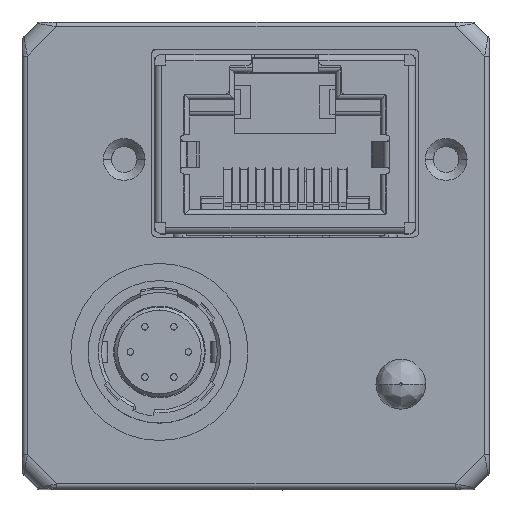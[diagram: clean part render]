
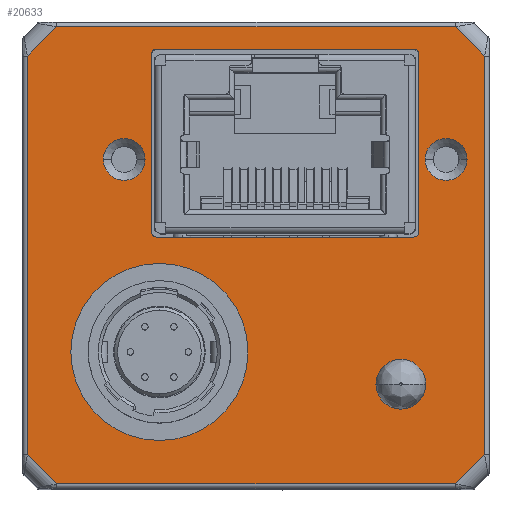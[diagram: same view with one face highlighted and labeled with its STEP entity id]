
A CAD part, top view. The second image highlights one B-rep face of the part: STEP entity #20633.
In plain terms, the highlighted planar face has unit normal (0, 0, 1).
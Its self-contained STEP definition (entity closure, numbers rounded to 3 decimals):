
#230=DIRECTION('',(-1.,0.,0.));
#231=VECTOR('',#230,15.997);
#232=CARTESIAN_POINT('',(9.809,1.141,36.5));
#233=LINE('',#232,#231);
#398=DIRECTION('',(-0.707,-0.707,0.));
#399=VECTOR('',#398,2.566);
#400=CARTESIAN_POINT('',(14.2,-12.386,36.5));
#401=LINE('',#400,#399);
#402=DIRECTION('',(-0.707,0.707,0.));
#403=VECTOR('',#402,2.566);
#404=CARTESIAN_POINT('',(-12.386,-14.2,36.5));
#405=LINE('',#404,#403);
#406=DIRECTION('',(0.707,0.707,0.));
#407=VECTOR('',#406,2.566);
#408=CARTESIAN_POINT('',(-14.2,12.386,36.5));
#409=LINE('',#408,#407);
#410=DIRECTION('',(0.707,-0.707,0.));
#411=VECTOR('',#410,2.566);
#412=CARTESIAN_POINT('',(12.386,14.2,36.5));
#413=LINE('',#412,#411);
#414=CARTESIAN_POINT('',(-6.,-6.,36.5));
#415=DIRECTION('',(0.,0.,1.));
#416=DIRECTION('',(1.,0.,0.));
#417=AXIS2_PLACEMENT_3D('',#414,#415,#416);
#419=CARTESIAN_POINT('',(-6.,-6.,36.5));
#420=DIRECTION('',(0.,0.,1.));
#421=DIRECTION('',(-1.,0.,0.));
#422=AXIS2_PLACEMENT_3D('',#419,#420,#421);
#424=CARTESIAN_POINT('',(-8.19,5.965,36.5));
#425=DIRECTION('',(0.,0.,1.));
#426=DIRECTION('',(-1.,0.,0.));
#427=AXIS2_PLACEMENT_3D('',#424,#425,#426);
#429=CARTESIAN_POINT('',(-8.19,5.965,36.5));
#430=DIRECTION('',(0.,0.,1.));
#431=DIRECTION('',(0.,-1.,0.));
#432=AXIS2_PLACEMENT_3D('',#429,#430,#431);
#434=CARTESIAN_POINT('',(-8.19,5.965,36.5));
#435=DIRECTION('',(0.,0.,1.));
#436=DIRECTION('',(1.,0.,0.));
#437=AXIS2_PLACEMENT_3D('',#434,#435,#436);
#439=CARTESIAN_POINT('',(-8.19,5.965,36.5));
#440=DIRECTION('',(0.,0.,1.));
#441=DIRECTION('',(0.,1.,0.));
#442=AXIS2_PLACEMENT_3D('',#439,#440,#441);
#444=CARTESIAN_POINT('',(11.81,5.965,36.5));
#445=DIRECTION('',(0.,0.,1.));
#446=DIRECTION('',(-1.,0.,0.));
#447=AXIS2_PLACEMENT_3D('',#444,#445,#446);
#449=CARTESIAN_POINT('',(11.81,5.965,36.5));
#450=DIRECTION('',(0.,0.,1.));
#451=DIRECTION('',(0.,-1.,0.));
#452=AXIS2_PLACEMENT_3D('',#449,#450,#451);
#454=CARTESIAN_POINT('',(11.81,5.965,36.5));
#455=DIRECTION('',(0.,0.,1.));
#456=DIRECTION('',(1.,0.,0.));
#457=AXIS2_PLACEMENT_3D('',#454,#455,#456);
#459=CARTESIAN_POINT('',(11.81,5.965,36.5));
#460=DIRECTION('',(0.,0.,1.));
#461=DIRECTION('',(0.,1.,0.));
#462=AXIS2_PLACEMENT_3D('',#459,#460,#461);
#464=DIRECTION('',(0.,-1.,0.));
#465=VECTOR('',#464,11.067);
#466=CARTESIAN_POINT('',(-6.489,12.509,36.5));
#467=LINE('',#466,#465);
#468=CARTESIAN_POINT('',(-6.189,1.441,36.5));
#469=DIRECTION('',(0.,0.,1.));
#470=DIRECTION('',(-1.,0.,0.));
#471=AXIS2_PLACEMENT_3D('',#468,#469,#470);
#473=CARTESIAN_POINT('',(9.809,1.441,36.5));
#474=DIRECTION('',(0.,0.,1.));
#475=DIRECTION('',(0.,-1.,0.));
#476=AXIS2_PLACEMENT_3D('',#473,#474,#475);
#478=DIRECTION('',(0.,1.,0.));
#479=VECTOR('',#478,11.067);
#480=CARTESIAN_POINT('',(10.109,1.441,36.5));
#481=LINE('',#480,#479);
#482=CARTESIAN_POINT('',(9.809,12.509,36.5));
#483=DIRECTION('',(0.,0.,1.));
#484=DIRECTION('',(1.,0.,0.));
#485=AXIS2_PLACEMENT_3D('',#482,#483,#484);
#487=DIRECTION('',(-1.,0.,0.));
#488=VECTOR('',#487,15.997);
#489=CARTESIAN_POINT('',(9.809,12.809,36.5));
#490=LINE('',#489,#488);
#491=CARTESIAN_POINT('',(-6.189,12.509,36.5));
#492=DIRECTION('',(0.,0.,1.));
#493=DIRECTION('',(0.,1.,0.));
#494=AXIS2_PLACEMENT_3D('',#491,#492,#493);
#496=CARTESIAN_POINT('',(9.,-8.,36.5));
#497=DIRECTION('',(0.,0.,1.));
#498=DIRECTION('',(1.,0.,0.));
#499=AXIS2_PLACEMENT_3D('',#496,#497,#498);
#501=CARTESIAN_POINT('',(9.,-8.,36.5));
#502=DIRECTION('',(0.,0.,1.));
#503=DIRECTION('',(-1.,0.,0.));
#504=AXIS2_PLACEMENT_3D('',#501,#502,#503);
#506=DIRECTION('',(0.,1.,0.));
#507=VECTOR('',#506,24.772);
#508=CARTESIAN_POINT('',(14.2,-12.386,36.5));
#509=LINE('',#508,#507);
#658=DIRECTION('',(-1.,0.,0.));
#659=VECTOR('',#658,24.772);
#660=CARTESIAN_POINT('',(12.386,14.2,36.5));
#661=LINE('',#660,#659);
#701=DIRECTION('',(0.,-1.,0.));
#702=VECTOR('',#701,24.772);
#703=CARTESIAN_POINT('',(-14.2,12.386,36.5));
#704=LINE('',#703,#702);
#783=DIRECTION('',(1.,0.,0.));
#784=VECTOR('',#783,24.772);
#785=CARTESIAN_POINT('',(-12.386,-14.2,36.5));
#786=LINE('',#785,#784);
#15827=CARTESIAN_POINT('',(9.809,1.141,36.5));
#15828=CARTESIAN_POINT('',(-6.189,1.141,36.5));
#15829=VERTEX_POINT('',#15827);
#15830=VERTEX_POINT('',#15828);
#15919=CARTESIAN_POINT('',(14.2,-12.386,36.5));
#15920=CARTESIAN_POINT('',(14.2,12.386,36.5));
#15921=VERTEX_POINT('',#15919);
#15922=VERTEX_POINT('',#15920);
#15923=CARTESIAN_POINT('',(12.386,-14.2,36.5));
#15924=VERTEX_POINT('',#15923);
#15925=CARTESIAN_POINT('',(-12.386,-14.2,36.5));
#15926=VERTEX_POINT('',#15925);
#15927=CARTESIAN_POINT('',(-14.2,-12.386,36.5));
#15928=VERTEX_POINT('',#15927);
#15929=CARTESIAN_POINT('',(-14.2,12.386,36.5));
#15930=VERTEX_POINT('',#15929);
#15931=CARTESIAN_POINT('',(-12.386,14.2,36.5));
#15932=VERTEX_POINT('',#15931);
#15933=CARTESIAN_POINT('',(12.386,14.2,36.5));
#15934=VERTEX_POINT('',#15933);
#15935=CARTESIAN_POINT('',(-0.5,-6.,36.5));
#15936=CARTESIAN_POINT('',(-11.5,-6.,36.5));
#15937=VERTEX_POINT('',#15935);
#15938=VERTEX_POINT('',#15936);
#15939=CARTESIAN_POINT('',(-9.49,5.965,36.5));
#15940=CARTESIAN_POINT('',(-8.19,4.665,36.5));
#15941=VERTEX_POINT('',#15939);
#15942=VERTEX_POINT('',#15940);
#15943=CARTESIAN_POINT('',(-6.89,5.965,36.5));
#15944=VERTEX_POINT('',#15943);
#15945=CARTESIAN_POINT('',(-8.19,7.265,36.5));
#15946=VERTEX_POINT('',#15945);
#15947=CARTESIAN_POINT('',(10.51,5.965,36.5));
#15948=CARTESIAN_POINT('',(11.81,4.665,36.5));
#15949=VERTEX_POINT('',#15947);
#15950=VERTEX_POINT('',#15948);
#15951=CARTESIAN_POINT('',(13.11,5.965,36.5));
#15952=VERTEX_POINT('',#15951);
#15953=CARTESIAN_POINT('',(11.81,7.265,36.5));
#15954=VERTEX_POINT('',#15953);
#15955=CARTESIAN_POINT('',(-6.489,12.509,36.5));
#15956=CARTESIAN_POINT('',(-6.489,1.441,36.5));
#15957=VERTEX_POINT('',#15955);
#15958=VERTEX_POINT('',#15956);
#15959=CARTESIAN_POINT('',(10.109,1.441,36.5));
#15960=VERTEX_POINT('',#15959);
#15961=CARTESIAN_POINT('',(10.109,12.509,36.5));
#15962=VERTEX_POINT('',#15961);
#15963=CARTESIAN_POINT('',(9.809,12.809,36.5));
#15964=VERTEX_POINT('',#15963);
#15965=CARTESIAN_POINT('',(-6.189,12.809,36.5));
#15966=VERTEX_POINT('',#15965);
#15967=CARTESIAN_POINT('',(10.55,-8.,36.5));
#15968=CARTESIAN_POINT('',(7.45,-8.,36.5));
#15969=VERTEX_POINT('',#15967);
#15970=VERTEX_POINT('',#15968);
#20561=CARTESIAN_POINT('',(0.,0.,36.5));
#20562=DIRECTION('',(0.,0.,1.));
#20563=DIRECTION('',(1.,0.,0.));
#20564=AXIS2_PLACEMENT_3D('',#20561,#20562,#20563);
#20565=PLANE('',#20564);
#20567=ORIENTED_EDGE('',*,*,#20566,.F.);
#20569=ORIENTED_EDGE('',*,*,#20568,.T.);
#20571=ORIENTED_EDGE('',*,*,#20570,.F.);
#20573=ORIENTED_EDGE('',*,*,#20572,.T.);
#20575=ORIENTED_EDGE('',*,*,#20574,.F.);
#20577=ORIENTED_EDGE('',*,*,#20576,.T.);
#20579=ORIENTED_EDGE('',*,*,#20578,.F.);
#20581=ORIENTED_EDGE('',*,*,#20580,.T.);
#20582=EDGE_LOOP('',(#20567,#20569,#20571,#20573,#20575,#20577,#20579,#20581));
#20583=FACE_OUTER_BOUND('',#20582,.F.);
#20585=ORIENTED_EDGE('',*,*,#20584,.T.);
#20587=ORIENTED_EDGE('',*,*,#20586,.T.);
#20588=EDGE_LOOP('',(#20585,#20587));
#20589=FACE_BOUND('',#20588,.F.);
#20591=ORIENTED_EDGE('',*,*,#20590,.T.);
#20593=ORIENTED_EDGE('',*,*,#20592,.T.);
#20595=ORIENTED_EDGE('',*,*,#20594,.T.);
#20597=ORIENTED_EDGE('',*,*,#20596,.T.);
#20598=EDGE_LOOP('',(#20591,#20593,#20595,#20597));
#20599=FACE_BOUND('',#20598,.F.);
#20601=ORIENTED_EDGE('',*,*,#20600,.T.);
#20603=ORIENTED_EDGE('',*,*,#20602,.T.);
#20605=ORIENTED_EDGE('',*,*,#20604,.T.);
#20607=ORIENTED_EDGE('',*,*,#20606,.T.);
#20608=EDGE_LOOP('',(#20601,#20603,#20605,#20607));
#20609=FACE_BOUND('',#20608,.F.);
#20611=ORIENTED_EDGE('',*,*,#20610,.T.);
#20613=ORIENTED_EDGE('',*,*,#20612,.T.);
#20614=ORIENTED_EDGE('',*,*,#20439,.F.);
#20616=ORIENTED_EDGE('',*,*,#20615,.T.);
#20618=ORIENTED_EDGE('',*,*,#20617,.T.);
#20620=ORIENTED_EDGE('',*,*,#20619,.T.);
#20622=ORIENTED_EDGE('',*,*,#20621,.T.);
#20624=ORIENTED_EDGE('',*,*,#20623,.T.);
#20625=EDGE_LOOP('',(#20611,#20613,#20614,#20616,#20618,#20620,#20622,#20624));
#20626=FACE_BOUND('',#20625,.F.);
#20628=ORIENTED_EDGE('',*,*,#20627,.T.);
#20630=ORIENTED_EDGE('',*,*,#20629,.T.);
#20631=EDGE_LOOP('',(#20628,#20630));
#20632=FACE_BOUND('',#20631,.F.);
#20633=ADVANCED_FACE('',(#20583,#20589,#20599,#20609,#20626,#20632),#20565,.T.);
#418=CIRCLE('',#417,5.5);
#423=CIRCLE('',#422,5.5);
#428=CIRCLE('',#427,1.3);
#433=CIRCLE('',#432,1.3);
#438=CIRCLE('',#437,1.3);
#443=CIRCLE('',#442,1.3);
#448=CIRCLE('',#447,1.3);
#453=CIRCLE('',#452,1.3);
#458=CIRCLE('',#457,1.3);
#463=CIRCLE('',#462,1.3);
#472=CIRCLE('',#471,0.3);
#477=CIRCLE('',#476,0.3);
#486=CIRCLE('',#485,0.3);
#495=CIRCLE('',#494,0.3);
#500=CIRCLE('',#499,1.55);
#505=CIRCLE('',#504,1.55);
#20439=EDGE_CURVE('',#15829,#15830,#233,.T.);
#20566=EDGE_CURVE('',#15921,#15922,#509,.T.);
#20568=EDGE_CURVE('',#15921,#15924,#401,.T.);
#20570=EDGE_CURVE('',#15926,#15924,#786,.T.);
#20572=EDGE_CURVE('',#15926,#15928,#405,.T.);
#20574=EDGE_CURVE('',#15930,#15928,#704,.T.);
#20576=EDGE_CURVE('',#15930,#15932,#409,.T.);
#20578=EDGE_CURVE('',#15934,#15932,#661,.T.);
#20580=EDGE_CURVE('',#15934,#15922,#413,.T.);
#20584=EDGE_CURVE('',#15937,#15938,#418,.T.);
#20586=EDGE_CURVE('',#15938,#15937,#423,.T.);
#20590=EDGE_CURVE('',#15941,#15942,#428,.T.);
#20592=EDGE_CURVE('',#15942,#15944,#433,.T.);
#20594=EDGE_CURVE('',#15944,#15946,#438,.T.);
#20596=EDGE_CURVE('',#15946,#15941,#443,.T.);
#20600=EDGE_CURVE('',#15949,#15950,#448,.T.);
#20602=EDGE_CURVE('',#15950,#15952,#453,.T.);
#20604=EDGE_CURVE('',#15952,#15954,#458,.T.);
#20606=EDGE_CURVE('',#15954,#15949,#463,.T.);
#20610=EDGE_CURVE('',#15957,#15958,#467,.T.);
#20612=EDGE_CURVE('',#15958,#15830,#472,.T.);
#20615=EDGE_CURVE('',#15829,#15960,#477,.T.);
#20617=EDGE_CURVE('',#15960,#15962,#481,.T.);
#20619=EDGE_CURVE('',#15962,#15964,#486,.T.);
#20621=EDGE_CURVE('',#15964,#15966,#490,.T.);
#20623=EDGE_CURVE('',#15966,#15957,#495,.T.);
#20627=EDGE_CURVE('',#15969,#15970,#500,.T.);
#20629=EDGE_CURVE('',#15970,#15969,#505,.T.);
